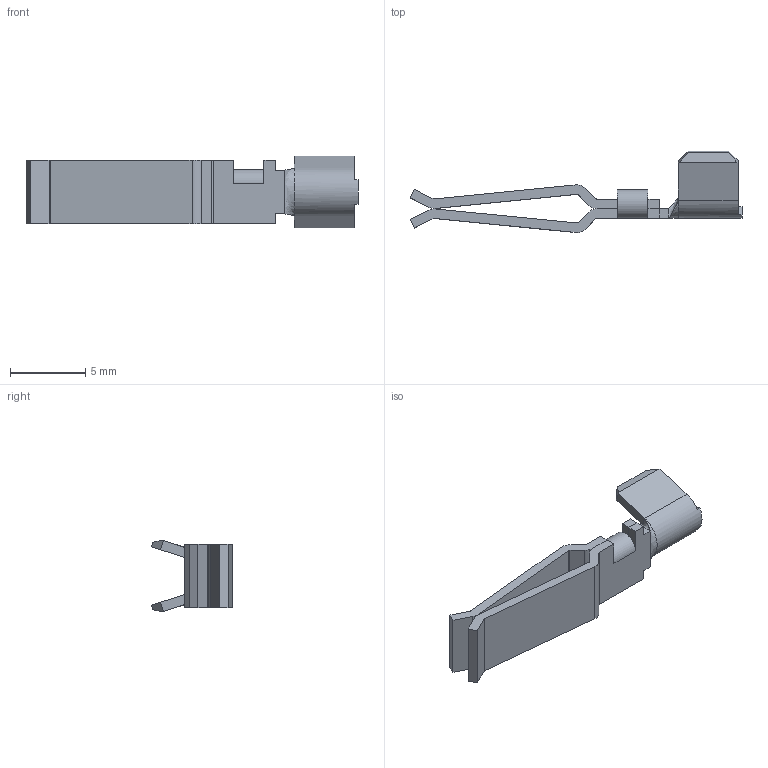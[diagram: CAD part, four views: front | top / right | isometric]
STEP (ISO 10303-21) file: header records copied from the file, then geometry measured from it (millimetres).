
FILE_DESCRIPTION (( 'STEP AP203' ), '1' );
FILE_NAME ('14442.STEP', '2015-02-23T20:07:30', ( '' ), ( '' ), 'SwSTEP 2.0', 'SolidWorks 2014', '' );
FILE_SCHEMA (( 'CONFIG_CONTROL_DESIGN' ));
Length unit declared in the file: inch
Products named in the file (1): 14442
Bounding box: 22.07 x 5.4 x 4.75 mm (x, y, z)
Volume: 117.4 mm3; surface area: 410.8 mm2
Topology: 1 solids, 1 shells, 100 faces, 276 edges, 178 vertices
Faces by surface type: plane 73, cylinder 21, bspline 6
Entity records: 3341 total; most frequent: CARTESIAN_POINT 717, ORIENTED_EDGE 552, DIRECTION 504, EDGE_CURVE 276, VECTOR 214, LINE 214, VERTEX_POINT 178, AXIS2_PLACEMENT_3D 145
